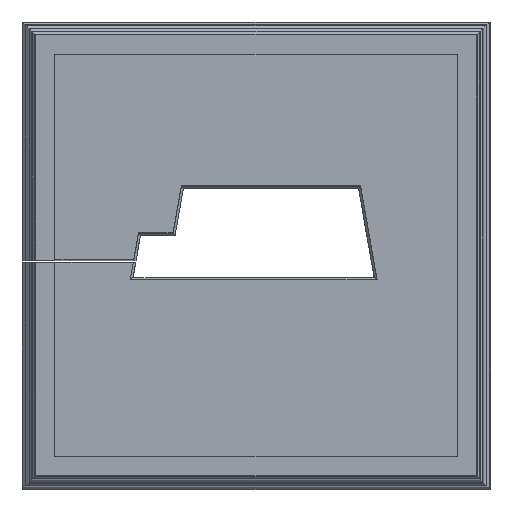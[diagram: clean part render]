
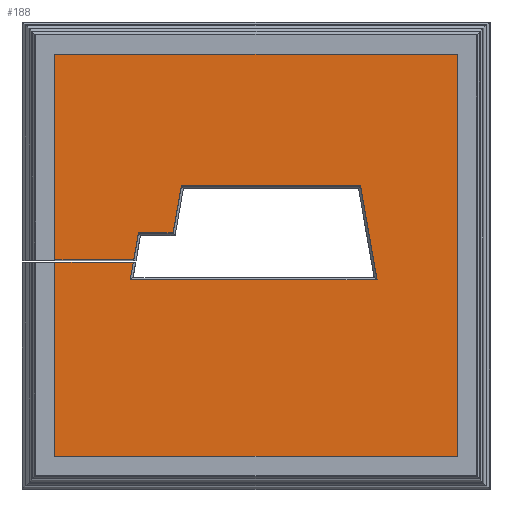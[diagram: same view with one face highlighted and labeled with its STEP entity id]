
A CAD part, top view. The second image highlights one B-rep face of the part: STEP entity #188.
In plain terms, the highlighted planar face has unit normal (0, 0, 1).
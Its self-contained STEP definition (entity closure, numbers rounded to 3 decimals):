
#188=ADVANCED_FACE('',(#516),#350,.T.);
#350=PLANE('',#3302);
#516=FACE_OUTER_BOUND('',#692,.T.);
#692=EDGE_LOOP('',(#1227,#1228,#1229,#1230,#1231,#1232,#1233,#1234,#1235,
#1236,#1237,#1238,#1239,#1240));
#1227=ORIENTED_EDGE('',*,*,#2209,.F.);
#1228=ORIENTED_EDGE('',*,*,#2210,.T.);
#1229=ORIENTED_EDGE('',*,*,#2211,.T.);
#1230=ORIENTED_EDGE('',*,*,#2212,.T.);
#1231=ORIENTED_EDGE('',*,*,#2213,.T.);
#1232=ORIENTED_EDGE('',*,*,#1965,.T.);
#1233=ORIENTED_EDGE('',*,*,#2214,.T.);
#1234=ORIENTED_EDGE('',*,*,#1930,.F.);
#1235=ORIENTED_EDGE('',*,*,#2008,.F.);
#1236=ORIENTED_EDGE('',*,*,#2011,.F.);
#1237=ORIENTED_EDGE('',*,*,#2014,.F.);
#1238=ORIENTED_EDGE('',*,*,#2017,.F.);
#1239=ORIENTED_EDGE('',*,*,#2019,.F.);
#1240=ORIENTED_EDGE('',*,*,#2004,.F.);
#1648=VERTEX_POINT('',#4128);
#1650=VERTEX_POINT('',#4132);
#1681=VERTEX_POINT('',#4208);
#1683=VERTEX_POINT('',#4211);
#1715=VERTEX_POINT('',#4292);
#1716=VERTEX_POINT('',#4294);
#1718=VERTEX_POINT('',#4300);
#1720=VERTEX_POINT('',#4306);
#1722=VERTEX_POINT('',#4312);
#1724=VERTEX_POINT('',#4318);
#1843=VERTEX_POINT('',#4989);
#1844=VERTEX_POINT('',#4991);
#1845=VERTEX_POINT('',#4993);
#1846=VERTEX_POINT('',#4995);
#1930=EDGE_CURVE('',#1650,#1648,#2372,.T.);
#1965=EDGE_CURVE('',#1683,#1681,#2407,.T.);
#2004=EDGE_CURVE('',#1715,#1716,#2446,.T.);
#2008=EDGE_CURVE('',#1718,#1650,#2450,.T.);
#2011=EDGE_CURVE('',#1720,#1718,#2453,.T.);
#2014=EDGE_CURVE('',#1722,#1720,#2456,.T.);
#2017=EDGE_CURVE('',#1724,#1722,#2459,.T.);
#2019=EDGE_CURVE('',#1716,#1724,#2461,.T.);
#2209=EDGE_CURVE('',#1843,#1715,#2619,.T.);
#2210=EDGE_CURVE('',#1843,#1844,#2620,.T.);
#2211=EDGE_CURVE('',#1844,#1845,#2621,.T.);
#2212=EDGE_CURVE('',#1845,#1846,#2622,.T.);
#2213=EDGE_CURVE('',#1846,#1683,#2623,.T.);
#2214=EDGE_CURVE('',#1681,#1648,#2624,.T.);
#2372=LINE('',#4133,#2782);
#2407=LINE('',#4210,#2817);
#2446=LINE('',#4293,#2856);
#2450=LINE('',#4301,#2860);
#2453=LINE('',#4307,#2863);
#2456=LINE('',#4313,#2866);
#2459=LINE('',#4319,#2869);
#2461=LINE('',#4322,#2871);
#2619=LINE('',#4988,#3036);
#2620=LINE('',#4990,#3037);
#2621=LINE('',#4992,#3038);
#2622=LINE('',#4994,#3039);
#2623=LINE('',#4996,#3040);
#2624=LINE('',#4997,#3041);
#2782=VECTOR('',#3380,1.);
#2817=VECTOR('',#3435,1.);
#2856=VECTOR('',#3496,1.);
#2860=VECTOR('',#3502,1.);
#2863=VECTOR('',#3507,1.);
#2866=VECTOR('',#3512,1.);
#2869=VECTOR('',#3517,1.);
#2871=VECTOR('',#3521,1.);
#3036=VECTOR('',#3822,1.);
#3037=VECTOR('',#3823,1.);
#3038=VECTOR('',#3824,1.);
#3039=VECTOR('',#3825,1.);
#3040=VECTOR('',#3826,1.);
#3041=VECTOR('',#3827,1.);
#3302=AXIS2_PLACEMENT_3D('',#4998,#3828,#3829);
#3380=DIRECTION('',(-0.174,-0.985,0.));
#3435=DIRECTION('',(0.,-1.,0.));
#3496=DIRECTION('',(-0.174,-0.985,0.));
#3502=DIRECTION('',(-1.,0.,0.));
#3507=DIRECTION('',(-0.174,-0.985,0.));
#3512=DIRECTION('',(-1.,0.,0.));
#3517=DIRECTION('',(-0.174,0.985,0.));
#3521=DIRECTION('',(1.,0.,0.));
#3822=DIRECTION('',(1.,0.,0.));
#3823=DIRECTION('',(0.,-1.,0.));
#3824=DIRECTION('',(1.,0.,0.));
#3825=DIRECTION('',(0.,1.,0.));
#3826=DIRECTION('',(-1.,0.,0.));
#3827=DIRECTION('',(1.,0.,0.));
#3828=DIRECTION('',(0.,0.,1.));
#3829=DIRECTION('',(-1.,0.,0.));
#4128=CARTESIAN_POINT('',(-5.2,-0.2,17.7));
#4132=CARTESIAN_POINT('',(-4.997,0.95,17.7));
#4133=CARTESIAN_POINT('',(-5.009,0.883,17.7));
#4208=CARTESIAN_POINT('',(-8.55,-0.2,17.7));
#4210=CARTESIAN_POINT('',(-8.55,8.55,17.7));
#4211=CARTESIAN_POINT('',(-8.55,8.55,17.7));
#4292=CARTESIAN_POINT('',(-5.218,-0.3,17.7));
#4293=CARTESIAN_POINT('',(-5.009,0.883,17.7));
#4294=CARTESIAN_POINT('',(-5.35,-1.05,17.7));
#4300=CARTESIAN_POINT('',(-3.525,0.95,17.7));
#4301=CARTESIAN_POINT('',(0.,0.95,17.7));
#4306=CARTESIAN_POINT('',(-3.172,2.95,17.7));
#4307=CARTESIAN_POINT('',(-3.581,0.631,17.7));
#4312=CARTESIAN_POINT('',(4.445,2.95,17.7));
#4313=CARTESIAN_POINT('',(0.,2.95,17.7));
#4318=CARTESIAN_POINT('',(5.15,-1.05,17.7));
#4319=CARTESIAN_POINT('',(4.815,0.849,17.7));
#4322=CARTESIAN_POINT('',(0.,-1.05,17.7));
#4988=CARTESIAN_POINT('',(0.,-0.3,17.7));
#4989=CARTESIAN_POINT('',(-8.55,-0.3,17.7));
#4990=CARTESIAN_POINT('',(-8.55,8.55,17.7));
#4991=CARTESIAN_POINT('',(-8.55,-8.55,17.7));
#4992=CARTESIAN_POINT('',(-8.55,-8.55,17.7));
#4993=CARTESIAN_POINT('',(8.55,-8.55,17.7));
#4994=CARTESIAN_POINT('',(8.55,-8.55,17.7));
#4995=CARTESIAN_POINT('',(8.55,8.55,17.7));
#4996=CARTESIAN_POINT('',(8.55,8.55,17.7));
#4997=CARTESIAN_POINT('',(0.,-0.2,17.7));
#4998=CARTESIAN_POINT('',(0.,0.,17.7));
